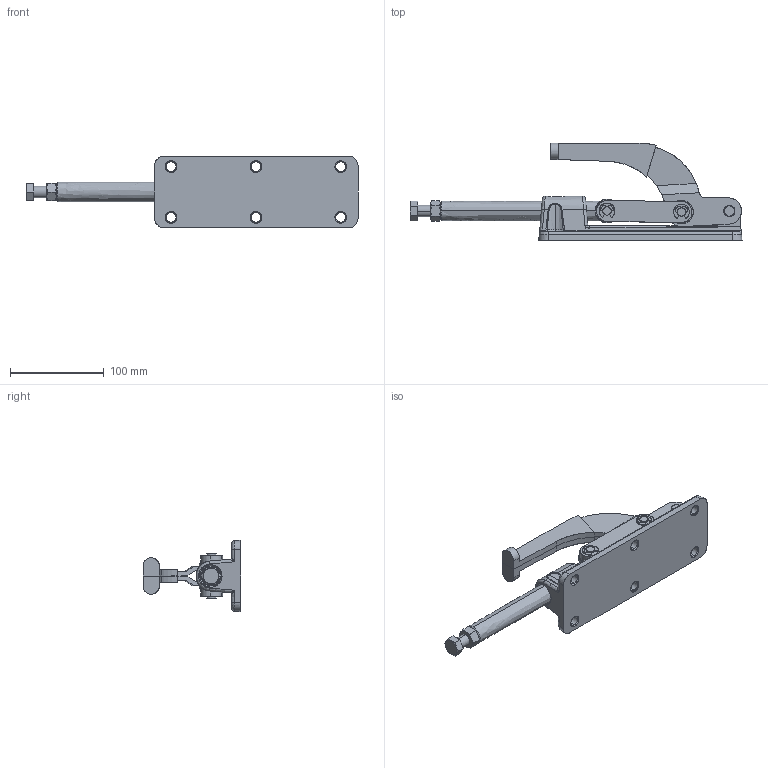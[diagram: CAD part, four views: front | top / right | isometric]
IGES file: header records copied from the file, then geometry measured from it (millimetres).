
Start section: SolidWorks IGES file using analytic representation for surfaces
Global section: file name: 9HGH-36340M(簡化).IGS; native system: SolidWorks 2016; preprocessor: SolidWorks 2016; author: LinWei; date: 201026.093015; units: millimetre
Bounding box: 353.9 x 104.19 x 76.2 mm (x, y, z)
Surface area: 109955.5 mm2 (no closed solid volume)
Topology: 0 solids, 0 shells, 402 faces, 6019 edges, 6015 vertices
Faces by surface type: revolution 240, bspline 162
